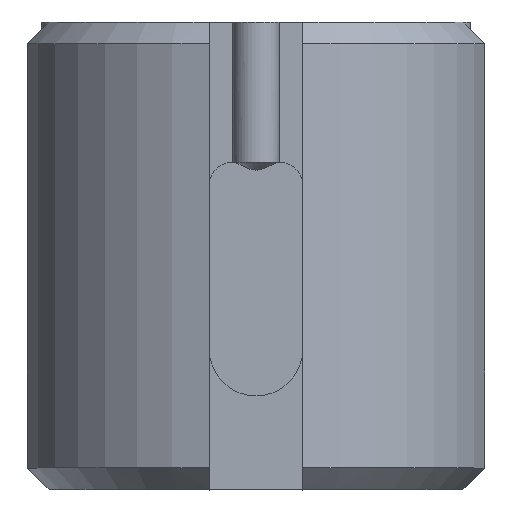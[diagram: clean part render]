
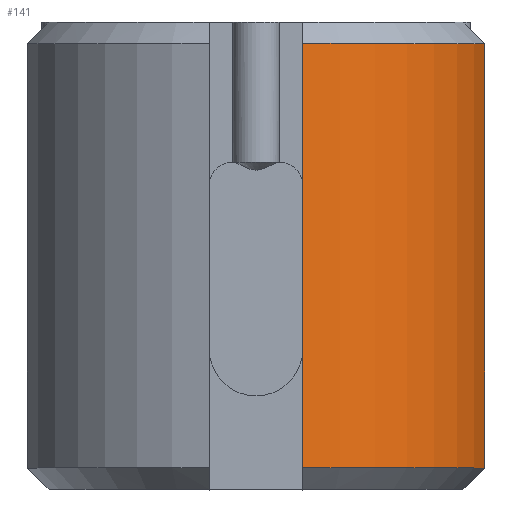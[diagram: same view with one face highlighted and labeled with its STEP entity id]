
A CAD part, top view. The second image highlights one B-rep face of the part: STEP entity #141.
In plain terms, the highlighted cylindrical face has radius 10 mm (diameter 20 mm), a partial arc.
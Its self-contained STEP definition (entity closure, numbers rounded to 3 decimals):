
#141 = ADVANCED_FACE( '', ( #325 ), #326, .T. );
#325 = FACE_OUTER_BOUND( '', #552, .T. );
#326 = CYLINDRICAL_SURFACE( '', #553, 10. );
#552 = EDGE_LOOP( '', ( #971, #972, #973, #974 ) );
#553 = AXIS2_PLACEMENT_3D( '', #975, #976, #977 );
#971 = ORIENTED_EDGE( '', *, *, #1584, .F. );
#972 = ORIENTED_EDGE( '', *, *, #1585, .T. );
#973 = ORIENTED_EDGE( '', *, *, #1567, .T. );
#974 = ORIENTED_EDGE( '', *, *, #1586, .T. );
#975 = CARTESIAN_POINT( '', ( 0., 0., 0. ) );
#976 = DIRECTION( '', ( 0., 1., 0. ) );
#977 = DIRECTION( '', ( 0., 0., -1. ) );
#1567 = EDGE_CURVE( '', #1967, #1968, #1969, .T. );
#1584 = EDGE_CURVE( '', #1992, #1993, #1994, .T. );
#1585 = EDGE_CURVE( '', #1992, #1967, #1995, .F. );
#1586 = EDGE_CURVE( '', #1968, #1993, #1996, .T. );
#1967 = VERTEX_POINT( '', #2654 );
#1968 = VERTEX_POINT( '', #2655 );
#1969 = CIRCLE( '', #2656, 10. );
#1992 = VERTEX_POINT( '', #2694 );
#1993 = VERTEX_POINT( '', #2695 );
#1994 = CIRCLE( '', #2696, 10. );
#1995 = LINE( '', #2697, #2698 );
#1996 = LINE( '', #2699, #2700 );
#2654 = CARTESIAN_POINT( '', ( 9.798, 19.08, 2. ) );
#2655 = CARTESIAN_POINT( '', ( 2., 19.08, 9.798 ) );
#2656 = AXIS2_PLACEMENT_3D( '', #3169, #3170, #3171 );
#2694 = CARTESIAN_POINT( '', ( 9.798, 0.92, 2. ) );
#2695 = CARTESIAN_POINT( '', ( 2., 0.92, 9.798 ) );
#2696 = AXIS2_PLACEMENT_3D( '', #3187, #3188, #3189 );
#2697 = CARTESIAN_POINT( '', ( 9.798, 0., 2. ) );
#2698 = VECTOR( '', #3190, 1000. );
#2699 = CARTESIAN_POINT( '', ( 2., 0., 9.798 ) );
#2700 = VECTOR( '', #3191, 1000. );
#3169 = CARTESIAN_POINT( '', ( 0., 19.08, 0. ) );
#3170 = DIRECTION( '', ( 0., -1., 0. ) );
#3171 = DIRECTION( '', ( 0., 0., -1. ) );
#3187 = CARTESIAN_POINT( '', ( 0., 0.92, 0. ) );
#3188 = DIRECTION( '', ( 0., -1., 0. ) );
#3189 = DIRECTION( '', ( 0., 0., -1. ) );
#3190 = DIRECTION( '', ( 0., -1., 0. ) );
#3191 = DIRECTION( '', ( 0., -1., 0. ) );
